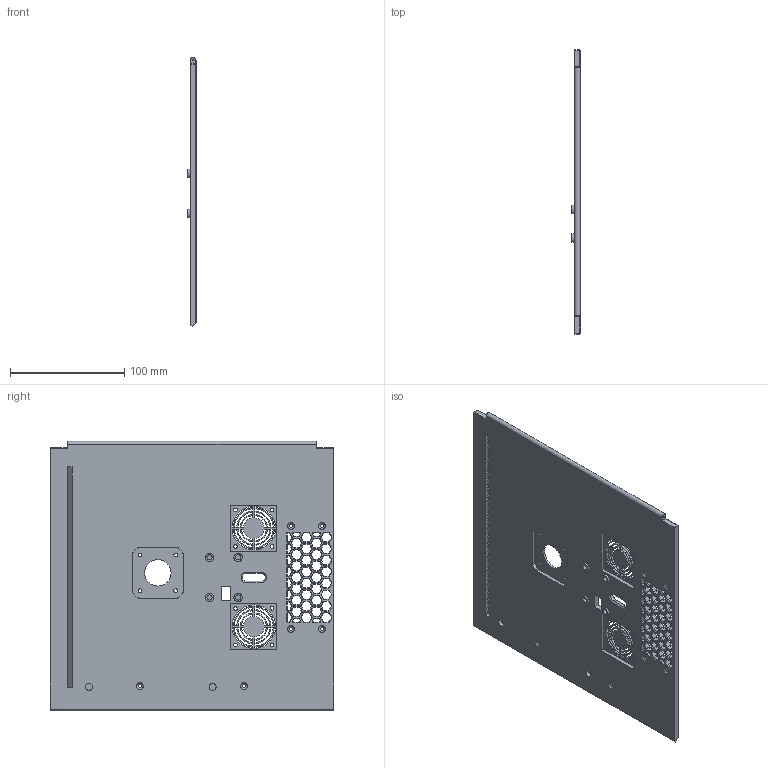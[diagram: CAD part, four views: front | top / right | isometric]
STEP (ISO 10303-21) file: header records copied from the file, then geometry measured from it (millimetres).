
FILE_DESCRIPTION(/* description */ (''),/* implementation_level */ '2;1');
FILE_NAME(/* name */ 'Back_panel.step',/* time_stamp */ '2020-11-16T21:30:03+01:00',/* author */ (''),/* organization */ (''),/* preprocessor_version */ 'ST-DEVELOPER v18.1',/* originating_system */ 'Autodesk Translation Framework v9.3.0.1241',/* authorisation */ '');
FILE_SCHEMA (('AUTOMOTIVE_DESIGN { 1 0 10303 214 3 1 1 }'));
Length unit declared in the file: millimetre
Products named in the file (1): Back Panel
Bounding box: 7 x 248 x 235.51 mm (x, y, z)
Volume: 254124.3 mm3; surface area: 128725.5 mm2
Topology: 1 solids, 1 shells, 1888 faces, 4657 edges, 2752 vertices
Faces by surface type: plane 1063, cone 484, cylinder 341
Full cylindrical faces by diameter (mm): 1 x2, 3.2 x18, 4.5 x4, 6.2 x2, 7.4 x4, 23 x1
Entity records: 54919 total; most frequent: DIRECTION 9601, ORIENTED_EDGE 9314, CARTESIAN_POINT 9298, EDGE_CURVE 4657, LINE 3491, VECTOR 3491, AXIS2_PLACEMENT_3D 3055, VERTEX_POINT 2752
